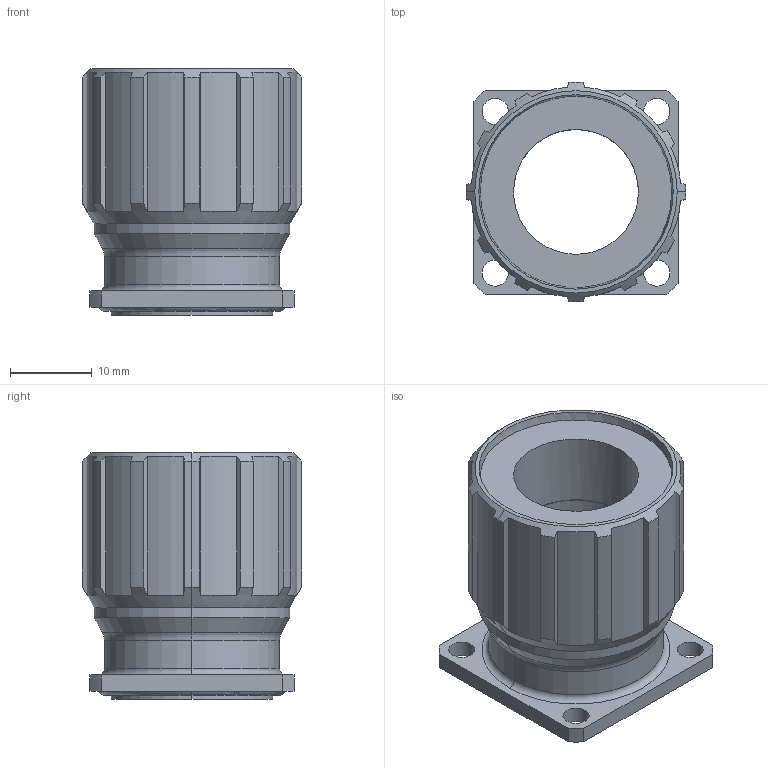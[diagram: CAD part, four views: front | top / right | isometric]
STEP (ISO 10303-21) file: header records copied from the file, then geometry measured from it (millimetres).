
FILE_DESCRIPTION(('CATIA V5 STEP Exchange','CAx-IF Rec.Pracs.--- Model Styling and Organization---1.5--- 2016-08-15','CAx-IF Rec.Pracs.---Supplemental Geometry---1.0---2011-11-01','CAx-IF Rec.Pracs.--- Composite Materials ---1.1---2010-07-15'),'2;1');
FILE_NAME ('008205-2_0', '2025-11-06T06:17:21+00:00', ('none'), ('Weidmueller'), 'CATIA Version 5-6 Release 2024 SP4', 'CATIA V5 STEP AP214 v3', 'none');
FILE_SCHEMA(('AUTOMOTIVE_DESIGN { 1 0 10303 214 1 1 1 1 }'));
Length unit declared in the file: millimetre
Products named in the file (1): 1169950000
Bounding box: 26.9 x 26.89 x 30.25 mm (x, y, z)
Volume: 8664.2 mm3; surface area: 5089.3 mm2
Topology: 1 solids, 1 shells, 101 faces, 265 edges, 171 vertices
Faces by surface type: cylinder 50, plane 35, cone 10, torus 6
Entity records: 3455 total; most frequent: CARTESIAN_POINT 1065, ORIENTED_EDGE 530, DIRECTION 399, EDGE_CURVE 265, AXIS2_PLACEMENT_3D 203, VERTEX_POINT 171, EDGE_LOOP 116, ADVANCED_FACE 101
